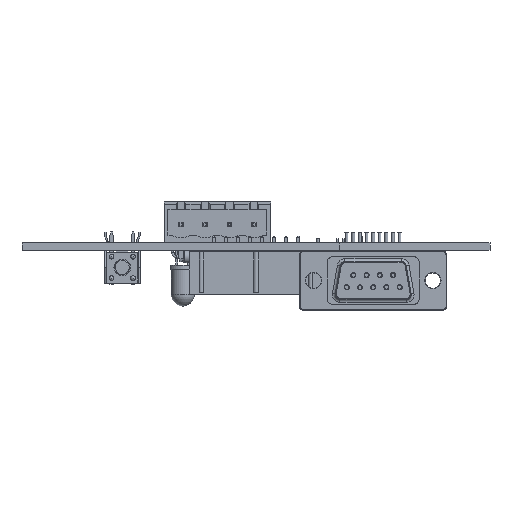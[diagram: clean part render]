
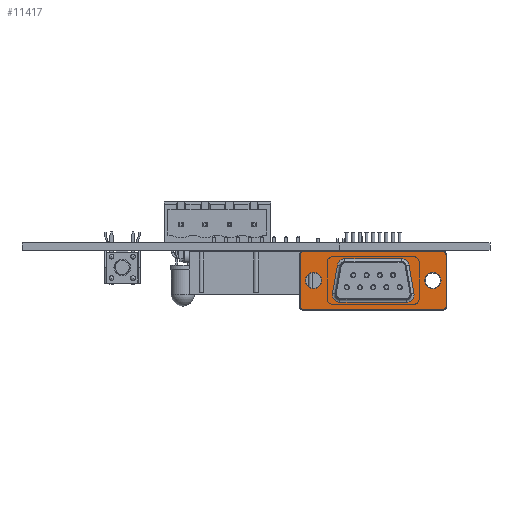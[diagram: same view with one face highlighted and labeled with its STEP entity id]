
A CAD part, left-side view. The second image highlights one B-rep face of the part: STEP entity #11417.
In plain terms, the highlighted face is planar.
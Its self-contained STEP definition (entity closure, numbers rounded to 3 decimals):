
#11165 = EDGE_CURVE('',#11166,#11168,#11170,.T.);
#11166 = VERTEX_POINT('',#11167);
#11167 = CARTESIAN_POINT('',(9.76,-12.24,1.));
#11168 = VERTEX_POINT('',#11169);
#11169 = CARTESIAN_POINT('',(8.86,-12.24,0.1));
#11170 = CIRCLE('',#11171,0.9);
#11171 = AXIS2_PLACEMENT_3D('',#11172,#11173,#11174);
#11172 = CARTESIAN_POINT('',(8.86,-12.24,1.));
#11173 = DIRECTION('',(0.,1.,0.));
#11174 = DIRECTION('',(1.,0.,0.));
#11200 = EDGE_CURVE('',#11168,#11201,#11203,.T.);
#11201 = VERTEX_POINT('',#11202);
#11202 = CARTESIAN_POINT('',(-19.94,-12.24,0.1));
#11203 = LINE('',#11204,#11205);
#11204 = CARTESIAN_POINT('',(8.86,-12.24,0.1));
#11205 = VECTOR('',#11206,1.);
#11206 = DIRECTION('',(-1.,0.,-0.));
#11225 = VERTEX_POINT('',#11226);
#11226 = CARTESIAN_POINT('',(9.76,-12.24,11.5));
#11233 = EDGE_CURVE('',#11225,#11166,#11234,.T.);
#11234 = LINE('',#11235,#11236);
#11235 = CARTESIAN_POINT('',(9.76,-12.24,11.5));
#11236 = VECTOR('',#11237,1.);
#11237 = DIRECTION('',(-0.,0.,-1.));
#11249 = EDGE_CURVE('',#11201,#11250,#11252,.T.);
#11250 = VERTEX_POINT('',#11251);
#11251 = CARTESIAN_POINT('',(-20.84,-12.24,1.));
#11252 = CIRCLE('',#11253,0.9);
#11253 = AXIS2_PLACEMENT_3D('',#11254,#11255,#11256);
#11254 = CARTESIAN_POINT('',(-19.94,-12.24,1.));
#11255 = DIRECTION('',(0.,1.,0.));
#11256 = DIRECTION('',(0.,0.,-1.));
#11275 = EDGE_CURVE('',#11276,#11225,#11278,.T.);
#11276 = VERTEX_POINT('',#11277);
#11277 = CARTESIAN_POINT('',(8.86,-12.24,12.4));
#11278 = CIRCLE('',#11279,0.9);
#11279 = AXIS2_PLACEMENT_3D('',#11280,#11281,#11282);
#11280 = CARTESIAN_POINT('',(8.86,-12.24,11.5));
#11281 = DIRECTION('',(0.,1.,0.));
#11282 = DIRECTION('',(0.,0.,1.));
#11302 = EDGE_CURVE('',#11250,#11303,#11305,.T.);
#11303 = VERTEX_POINT('',#11304);
#11304 = CARTESIAN_POINT('',(-20.84,-12.24,11.5));
#11305 = LINE('',#11306,#11307);
#11306 = CARTESIAN_POINT('',(-20.84,-12.24,1.));
#11307 = VECTOR('',#11308,1.);
#11308 = DIRECTION('',(0.,0.,1.));
#11327 = VERTEX_POINT('',#11328);
#11328 = CARTESIAN_POINT('',(-19.94,-12.24,12.4));
#11335 = EDGE_CURVE('',#11327,#11276,#11336,.T.);
#11336 = LINE('',#11337,#11338);
#11337 = CARTESIAN_POINT('',(-19.94,-12.24,12.4));
#11338 = VECTOR('',#11339,1.);
#11339 = DIRECTION('',(1.,0.,0.));
#11351 = EDGE_CURVE('',#11303,#11327,#11352,.T.);
#11352 = CIRCLE('',#11353,0.9);
#11353 = AXIS2_PLACEMENT_3D('',#11354,#11355,#11356);
#11354 = CARTESIAN_POINT('',(-19.94,-12.24,11.5));
#11355 = DIRECTION('',(0.,1.,0.));
#11356 = DIRECTION('',(-1.,0.,0.));
#11369 = EDGE_CURVE('',#11370,#11370,#11372,.T.);
#11370 = VERTEX_POINT('',#11371);
#11371 = CARTESIAN_POINT('',(8.66,-12.24,6.25));
#11372 = CIRCLE('',#11373,1.7);
#11373 = AXIS2_PLACEMENT_3D('',#11374,#11375,#11376);
#11374 = CARTESIAN_POINT('',(6.96,-12.24,6.25));
#11375 = DIRECTION('',(0.,-1.,0.));
#11376 = DIRECTION('',(1.,0.,0.));
#11395 = EDGE_CURVE('',#11396,#11396,#11398,.T.);
#11396 = VERTEX_POINT('',#11397);
#11397 = CARTESIAN_POINT('',(-16.34,-12.24,6.25));
#11398 = CIRCLE('',#11399,1.7);
#11399 = AXIS2_PLACEMENT_3D('',#11400,#11401,#11402);
#11400 = CARTESIAN_POINT('',(-18.04,-12.24,6.25));
#11401 = DIRECTION('',(0.,-1.,0.));
#11402 = DIRECTION('',(1.,0.,0.));
#11417 = ADVANCED_FACE('',(#11418,#11488,#11498,#11501),#11504,.T.);
#11418 = FACE_BOUND('',#11419,.T.);
#11419 = EDGE_LOOP('',(#11420,#11430,#11439,#11447,#11456,#11464,#11473,
    #11481));
#11420 = ORIENTED_EDGE('',*,*,#11421,.T.);
#11421 = EDGE_CURVE('',#11422,#11424,#11426,.T.);
#11422 = VERTEX_POINT('',#11423);
#11423 = CARTESIAN_POINT('',(0.385,-12.24,1.7));
#11424 = VERTEX_POINT('',#11425);
#11425 = CARTESIAN_POINT('',(-11.465,-12.24,1.7));
#11426 = LINE('',#11427,#11428);
#11427 = CARTESIAN_POINT('',(0.385,-12.24,1.7));
#11428 = VECTOR('',#11429,1.);
#11429 = DIRECTION('',(-1.,0.,0.));
#11430 = ORIENTED_EDGE('',*,*,#11431,.T.);
#11431 = EDGE_CURVE('',#11424,#11432,#11434,.T.);
#11432 = VERTEX_POINT('',#11433);
#11433 = CARTESIAN_POINT('',(-13.041,-12.24,3.024));
#11434 = CIRCLE('',#11435,1.6);
#11435 = AXIS2_PLACEMENT_3D('',#11436,#11437,#11438);
#11436 = CARTESIAN_POINT('',(-11.465,-12.24,3.3));
#11437 = DIRECTION('',(0.,1.,0.));
#11438 = DIRECTION('',(0.,0.,-1.));
#11439 = ORIENTED_EDGE('',*,*,#11440,.T.);
#11440 = EDGE_CURVE('',#11432,#11441,#11443,.T.);
#11441 = VERTEX_POINT('',#11442);
#11442 = CARTESIAN_POINT('',(-14.075,-12.24,8.924));
#11443 = LINE('',#11444,#11445);
#11444 = CARTESIAN_POINT('',(-13.041,-12.24,3.024));
#11445 = VECTOR('',#11446,1.);
#11446 = DIRECTION('',(-0.173,0.,0.985
    ));
#11447 = ORIENTED_EDGE('',*,*,#11448,.T.);
#11448 = EDGE_CURVE('',#11441,#11449,#11451,.T.);
#11449 = VERTEX_POINT('',#11450);
#11450 = CARTESIAN_POINT('',(-12.499,-12.24,10.8));
#11451 = CIRCLE('',#11452,1.6);
#11452 = AXIS2_PLACEMENT_3D('',#11453,#11454,#11455);
#11453 = CARTESIAN_POINT('',(-12.499,-12.24,9.2));
#11454 = DIRECTION('',(0.,1.,0.));
#11455 = DIRECTION('',(-0.985,0.,
    -0.173));
#11456 = ORIENTED_EDGE('',*,*,#11457,.T.);
#11457 = EDGE_CURVE('',#11449,#11458,#11460,.T.);
#11458 = VERTEX_POINT('',#11459);
#11459 = CARTESIAN_POINT('',(1.419,-12.24,10.8));
#11460 = LINE('',#11461,#11462);
#11461 = CARTESIAN_POINT('',(-12.499,-12.24,10.8));
#11462 = VECTOR('',#11463,1.);
#11463 = DIRECTION('',(1.,0.,0.));
#11464 = ORIENTED_EDGE('',*,*,#11465,.T.);
#11465 = EDGE_CURVE('',#11458,#11466,#11468,.T.);
#11466 = VERTEX_POINT('',#11467);
#11467 = CARTESIAN_POINT('',(2.995,-12.24,8.924));
#11468 = CIRCLE('',#11469,1.6);
#11469 = AXIS2_PLACEMENT_3D('',#11470,#11471,#11472);
#11470 = CARTESIAN_POINT('',(1.419,-12.24,9.2));
#11471 = DIRECTION('',(0.,1.,0.));
#11472 = DIRECTION('',(0.,0.,1.));
#11473 = ORIENTED_EDGE('',*,*,#11474,.T.);
#11474 = EDGE_CURVE('',#11466,#11475,#11477,.T.);
#11475 = VERTEX_POINT('',#11476);
#11476 = CARTESIAN_POINT('',(1.961,-12.24,3.024));
#11477 = LINE('',#11478,#11479);
#11478 = CARTESIAN_POINT('',(2.995,-12.24,8.924));
#11479 = VECTOR('',#11480,1.);
#11480 = DIRECTION('',(-0.173,0.,
    -0.985));
#11481 = ORIENTED_EDGE('',*,*,#11482,.T.);
#11482 = EDGE_CURVE('',#11475,#11422,#11483,.T.);
#11483 = CIRCLE('',#11484,1.6);
#11484 = AXIS2_PLACEMENT_3D('',#11485,#11486,#11487);
#11485 = CARTESIAN_POINT('',(0.385,-12.24,3.3));
#11486 = DIRECTION('',(0.,1.,0.));
#11487 = DIRECTION('',(0.985,0.,
    -0.173));
#11488 = FACE_BOUND('',#11489,.T.);
#11489 = EDGE_LOOP('',(#11490,#11491,#11492,#11493,#11494,#11495,#11496,
    #11497));
#11490 = ORIENTED_EDGE('',*,*,#11249,.F.);
#11491 = ORIENTED_EDGE('',*,*,#11200,.F.);
#11492 = ORIENTED_EDGE('',*,*,#11165,.F.);
#11493 = ORIENTED_EDGE('',*,*,#11233,.F.);
#11494 = ORIENTED_EDGE('',*,*,#11275,.F.);
#11495 = ORIENTED_EDGE('',*,*,#11335,.F.);
#11496 = ORIENTED_EDGE('',*,*,#11351,.F.);
#11497 = ORIENTED_EDGE('',*,*,#11302,.F.);
#11498 = FACE_BOUND('',#11499,.T.);
#11499 = EDGE_LOOP('',(#11500));
#11500 = ORIENTED_EDGE('',*,*,#11395,.F.);
#11501 = FACE_BOUND('',#11502,.T.);
#11502 = EDGE_LOOP('',(#11503));
#11503 = ORIENTED_EDGE('',*,*,#11369,.F.);
#11504 = PLANE('',#11505);
#11505 = AXIS2_PLACEMENT_3D('',#11506,#11507,#11508);
#11506 = CARTESIAN_POINT('',(-5.54,-12.24,6.25));
#11507 = DIRECTION('',(0.,-1.,0.));
#11508 = DIRECTION('',(1.,0.,0.));
